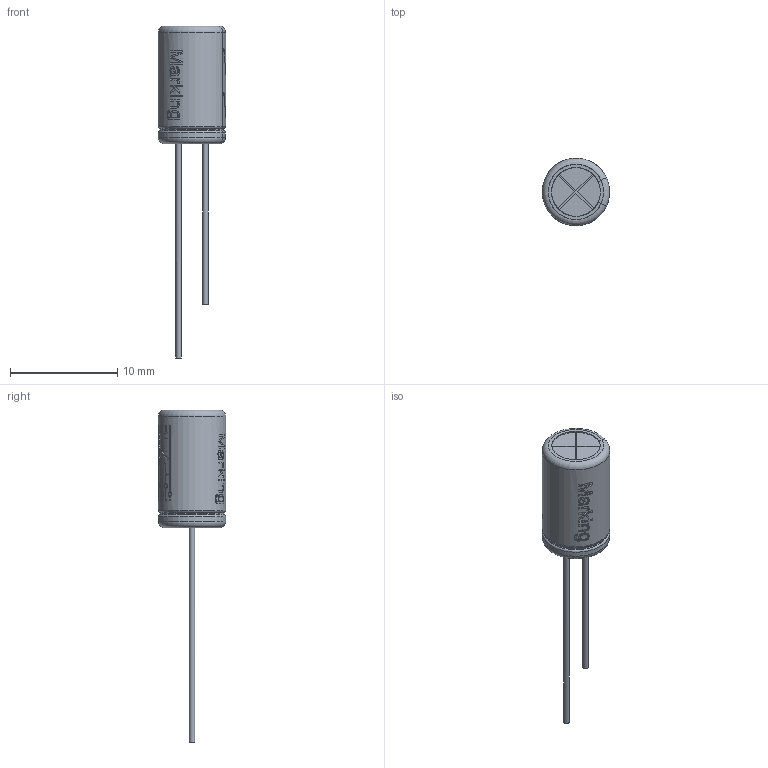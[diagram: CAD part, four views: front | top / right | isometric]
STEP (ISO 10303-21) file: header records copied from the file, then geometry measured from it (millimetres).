
FILE_DESCRIPTION(/* description */ ('Unknown'),/* implementation_level */ '2;1');
FILE_NAME(/* name */ 'CP_Wurth_WCAP-ATET_L11mm_D6.3mm_P2.5mm_LeadDiameter0.5mm',/* time_stamp */ '2022-09-15T09:30:41+08:00',/* author */ ('Unknown'),/* organization */ ('Unknown'),/* preprocessor_version */ 'ST-DEVELOPER v16.7',/* originating_system */ 'Solid Edge',/* authorisation */ 'Unknown');
FILE_SCHEMA (('AUTOMOTIVE_DESIGN {1 0 10303 214 3 1 1}'));
Length unit declared in the file: millimetre
Products named in the file (2): CP_Wurth_WCAP-ATET_L11mm_D6.3mm_P2.5mm_LeadDiameter0.5mm; C_Wurth_WCAP-ATET_L11mm_D6.3mm_P2.5mm_LeadDiameter0.5mm
Assembly tree (1 placements, depth 2):
  CP_Wurth_WCAP-ATET_L11mm_D6.3mm_P2.5mm_LeadDiameter0.5mm
    C_Wurth_WCAP-ATET_L11mm_D6.3mm_P2.5mm_LeadDiameter0.5mm
Bounding box: 6.28 x 6.29 x 31 mm (x, y, z)
Volume: 337.2 mm3; surface area: 850.5 mm2
Topology: 2 solids, 3 shells, 518 faces, 1314 edges, 871 vertices
Faces by surface type: plane 317, cylinder 91, bspline 86, torus 24
Full cylindrical faces by diameter (mm): 0.5 x2, 0.7 x1, 0.875 x1, 1.4 x1, 1.575 x1, 3.5 x1, 3.675 x1, 4.2 x1, 4.375 x1, 4.55 x2, 5.169 x2, 5.716 x1, 5.736 x1, 6.08 x2, 6.1 x2
Entity records: 24276 total; most frequent: CARTESIAN_POINT 8528, ORIENTED_EDGE 2534, DIRECTION 2334, EDGE_CURVE 1267, VERTEX_POINT 865, AXIS2_PLACEMENT_3D 825, LINE 684, VECTOR 684
